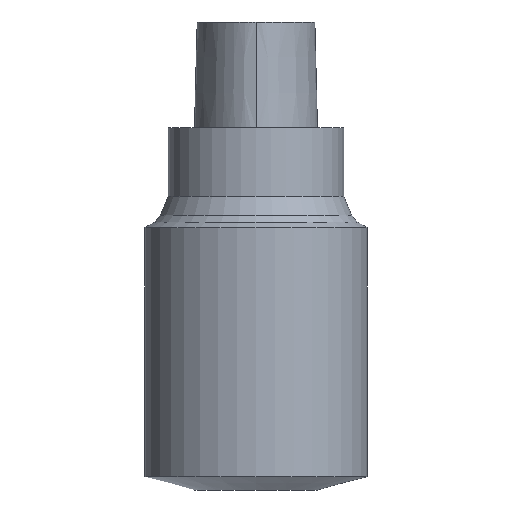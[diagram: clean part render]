
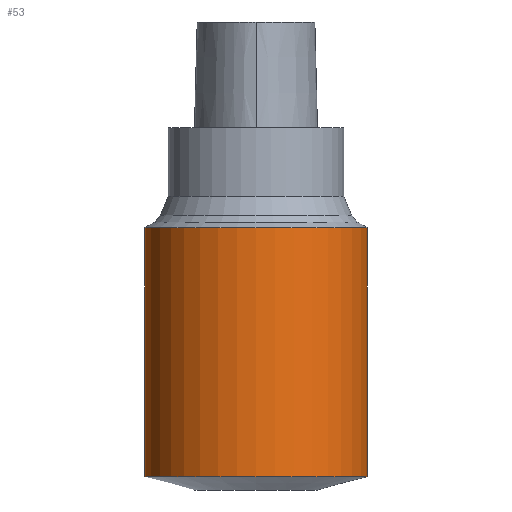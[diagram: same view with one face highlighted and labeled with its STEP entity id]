
A CAD part, front view. The second image highlights one B-rep face of the part: STEP entity #53.
In plain terms, the highlighted cylindrical face has radius 40 mm (diameter 80 mm), a full revolution.
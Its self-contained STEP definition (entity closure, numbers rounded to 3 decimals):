
#53=ADVANCED_FACE('Unnamed[1]',(#138,#139),#140,.T.);
#101=EDGE_CURVE('Unnamed[1]',#209,#209,#210,.T.);
#108=EDGE_CURVE('Unnamed[1]',#219,#219,#220,.T.);
#138=FACE_BOUND('',#245,.T.);
#139=FACE_BOUND('',#246,.T.);
#140=CYLINDRICAL_SURFACE('',#247,40.0);
#209=VERTEX_POINT('',#471);
#210=CIRCLE('',#472,40.0);
#219=VERTEX_POINT('',#484);
#220=CIRCLE('',#485,40.0);
#245=EDGE_LOOP('',(#575));
#246=EDGE_LOOP('',(#576));
#247=AXIS2_PLACEMENT_3D('',#577,#578,#579);
#471=CARTESIAN_POINT('',(0.,40.0,-125.177));
#472=AXIS2_PLACEMENT_3D('',#642,#643,#644);
#484=CARTESIAN_POINT('',(0.,40.0,-35.887));
#485=AXIS2_PLACEMENT_3D('',#654,#655,#656);
#575=ORIENTED_EDGE('',*,*,#101,.F.);
#576=ORIENTED_EDGE('',*,*,#108,.T.);
#577=CARTESIAN_POINT('',(0.,0.,-80.532));
#578=DIRECTION('',(0.,0.,-1.0));
#579=DIRECTION('',(0.,1.0,0.));
#642=CARTESIAN_POINT('',(0.,0.,-125.177));
#643=DIRECTION('',(0.,0.,-1.0));
#644=DIRECTION('',(0.,1.0,0.));
#654=CARTESIAN_POINT('',(0.,0.,-35.887));
#655=DIRECTION('',(0.,0.,-1.0));
#656=DIRECTION('',(0.,1.0,0.));
